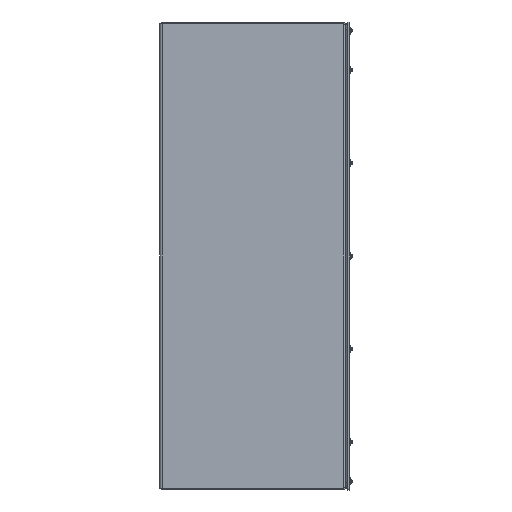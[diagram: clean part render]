
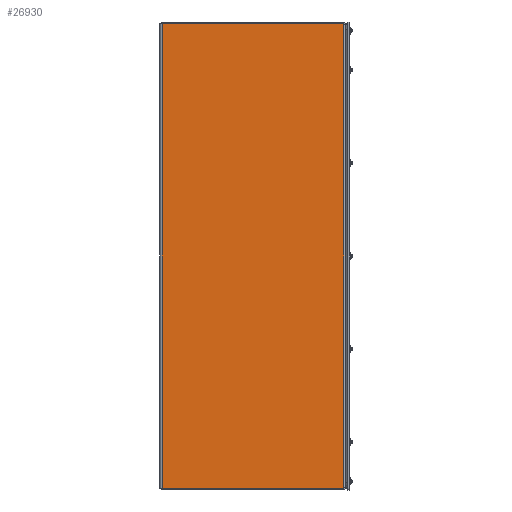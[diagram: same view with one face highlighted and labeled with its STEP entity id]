
A CAD part, left-side view. The second image highlights one B-rep face of the part: STEP entity #26930.
In plain terms, the highlighted planar face has unit normal (-1, 0, 0).
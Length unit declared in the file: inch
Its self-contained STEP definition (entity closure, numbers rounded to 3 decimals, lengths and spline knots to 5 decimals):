
#1439 = ORIENTED_EDGE ( 'NONE', *, *, #28551, .F. ) ;
#2497 = LINE ( 'NONE', #30814, #41431 ) ;
#5041 = DIRECTION ( 'NONE',  ( -1., 0., 0. ) ) ;
#6744 = ORIENTED_EDGE ( 'NONE', *, *, #18758, .F. ) ;
#8325 = DIRECTION ( 'NONE',  ( 0., 0., -1. ) ) ;
#8886 = EDGE_LOOP ( 'NONE', ( #18299, #1439, #6744, #18046 ) ) ;
#11465 = CARTESIAN_POINT ( 'NONE',  ( -15.0625, 11.857, -14.9675 ) ) ;
#11620 = VERTEX_POINT ( 'NONE', #49463 ) ;
#11815 = CARTESIAN_POINT ( 'NONE',  ( -15.0625, 0.143, -14.9675 ) ) ;
#13577 = VERTEX_POINT ( 'NONE', #23919 ) ;
#13837 = LINE ( 'NONE', #28039, #18858 ) ;
#15120 = CARTESIAN_POINT ( 'NONE',  ( -15.0625, 0.095, 14.9675 ) ) ;
#15685 = AXIS2_PLACEMENT_3D ( 'NONE', #58487, #5041, #44025 ) ;
#16407 = EDGE_CURVE ( 'NONE', #13577, #40989, #13837, .T. ) ;
#18046 = ORIENTED_EDGE ( 'NONE', *, *, #16407, .T. ) ;
#18299 = ORIENTED_EDGE ( 'NONE', *, *, #42821, .F. ) ;
#18758 = EDGE_CURVE ( 'NONE', #13577, #11620, #42268, .T. ) ;
#18858 = VECTOR ( 'NONE', #8325, 39.37008 ) ;
#23919 = CARTESIAN_POINT ( 'NONE',  ( -15.0625, 11.857, 14.9675 ) ) ;
#26930 = ADVANCED_FACE ( 'NONE', ( #44646 ), #48934, .T. ) ;
#28039 = CARTESIAN_POINT ( 'NONE',  ( -15.0625, 11.857, -14.9675 ) ) ;
#28551 = EDGE_CURVE ( 'NONE', #11620, #49526, #2497, .T. ) ;
#30814 = CARTESIAN_POINT ( 'NONE',  ( -15.0625, 0.143, 14.9675 ) ) ;
#36467 = VECTOR ( 'NONE', #42043, 39.37008 ) ;
#37442 = LINE ( 'NONE', #51292, #36467 ) ;
#40989 = VERTEX_POINT ( 'NONE', #11465 ) ;
#41431 = VECTOR ( 'NONE', #49857, 39.37008 ) ;
#42043 = DIRECTION ( 'NONE',  ( 0., 1., 0. ) ) ;
#42268 = LINE ( 'NONE', #15120, #45108 ) ;
#42821 = EDGE_CURVE ( 'NONE', #49526, #40989, #37442, .T. ) ;
#44025 = DIRECTION ( 'NONE',  ( 0., 0., -1. ) ) ;
#44646 = FACE_OUTER_BOUND ( 'NONE', #8886, .T. ) ;
#45108 = VECTOR ( 'NONE', #47787, 39.37008 ) ;
#47787 = DIRECTION ( 'NONE',  ( 0., -1., 0. ) ) ;
#48934 = PLANE ( 'NONE',  #15685 ) ;
#49463 = CARTESIAN_POINT ( 'NONE',  ( -15.0625, 0.143, 14.9675 ) ) ;
#49526 = VERTEX_POINT ( 'NONE', #11815 ) ;
#49857 = DIRECTION ( 'NONE',  ( 0., 0., -1. ) ) ;
#51292 = CARTESIAN_POINT ( 'NONE',  ( -15.0625, 0.095, -14.9675 ) ) ;
#58487 = CARTESIAN_POINT ( 'NONE',  ( -15.0625, 12., -14.9675 ) ) ;
